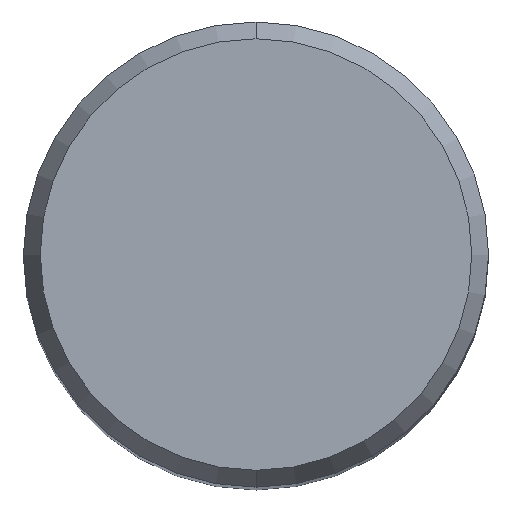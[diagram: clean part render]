
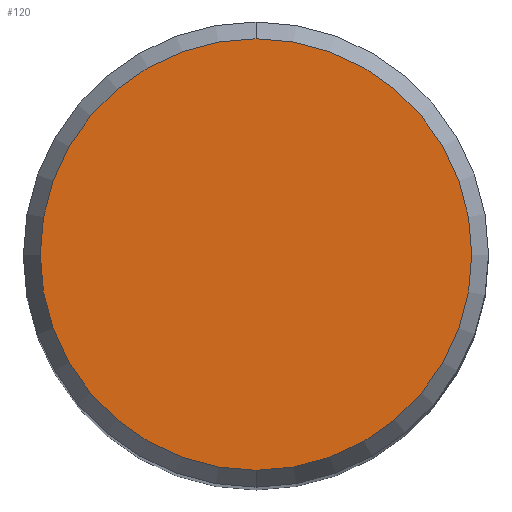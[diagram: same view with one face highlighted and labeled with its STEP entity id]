
A CAD part, top view. The second image highlights one B-rep face of the part: STEP entity #120.
In plain terms, the highlighted planar face has unit normal (0, 0, 1).
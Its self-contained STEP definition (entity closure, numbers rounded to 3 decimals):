
#76=VERTEX_POINT('',#181);
#78=EDGE_CURVE('',#76,#126,#183,.T.);
#120=ADVANCED_FACE('',(#229),#230,.T.);
#126=VERTEX_POINT('',#236);
#146=EDGE_CURVE('',#126,#76,#261,.T.);
#181=CARTESIAN_POINT('',(0.0,8.837,0.));
#183=CIRCLE('',#295,8.837);
#229=FACE_OUTER_BOUND('',#353,.T.);
#230=PLANE('',#354);
#236=CARTESIAN_POINT('',(0.,-8.837,0.));
#261=CIRCLE('',#391,8.837);
#295=AXIS2_PLACEMENT_3D('',#418,#419,#420);
#353=EDGE_LOOP('',(#474,#475));
#354=AXIS2_PLACEMENT_3D('',#476,#477,#478);
#391=AXIS2_PLACEMENT_3D('',#521,#522,#523);
#418=CARTESIAN_POINT('',(0.0,0.0,0.));
#419=DIRECTION('',(0.0,0.0,-1.0));
#420=DIRECTION('',(0.0,1.0,0.0));
#474=ORIENTED_EDGE('',*,*,#78,.F.);
#475=ORIENTED_EDGE('',*,*,#146,.F.);
#476=CARTESIAN_POINT('',(0.0,4.419,0.));
#477=DIRECTION('',(-0.0,0.0,1.0));
#478=DIRECTION('',(0.0,-1.0,0.0));
#521=CARTESIAN_POINT('',(0.0,0.0,0.));
#522=DIRECTION('',(0.0,0.0,-1.0));
#523=DIRECTION('',(0.0,1.0,0.0));
